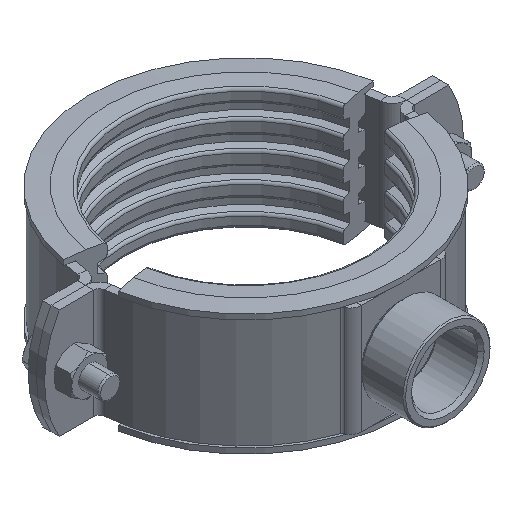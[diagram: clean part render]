
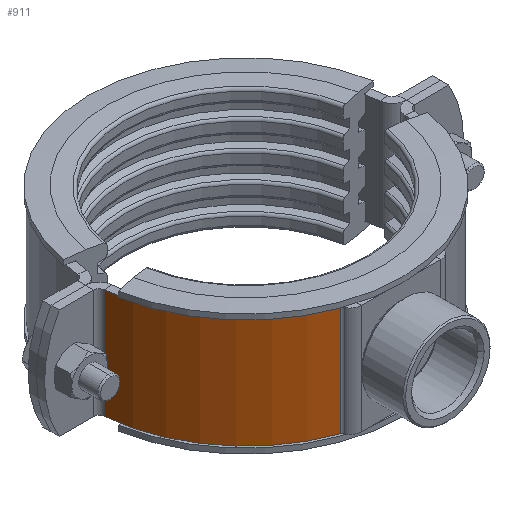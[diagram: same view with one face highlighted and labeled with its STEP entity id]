
A CAD part, isometric view. The second image highlights one B-rep face of the part: STEP entity #911.
In plain terms, the highlighted cylindrical face has radius 56.75 mm (diameter 113.5 mm), a partial arc.
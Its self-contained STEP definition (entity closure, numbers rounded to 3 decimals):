
#76 = FACE_OUTER_BOUND ( 'NONE', #1015, .T. ) ;
#268 = DIRECTION ( 'NONE',  ( 0., 0., -1. ) ) ;
#311 = EDGE_CURVE ( 'NONE', #2270, #5397, #3054, .T. ) ;
#589 = ORIENTED_EDGE ( 'NONE', *, *, #311, .T. ) ;
#797 = AXIS2_PLACEMENT_3D ( 'NONE', #6265, #2949, #5838 ) ;
#911 = ADVANCED_FACE ( 'NONE', ( #76 ), #6878, .T. ) ;
#1015 = EDGE_LOOP ( 'NONE', ( #5519, #3978, #4337, #589 ) ) ;
#1151 = CARTESIAN_POINT ( 'NONE',  ( -18.864, -53.523, 20. ) ) ;
#1473 = EDGE_CURVE ( 'NONE', #5510, #5291, #5326, .T. ) ;
#1505 = CARTESIAN_POINT ( 'NONE',  ( -56.544, -4.83, 20. ) ) ;
#1782 = CIRCLE ( 'NONE', #6849, 56.75 ) ;
#1805 = CARTESIAN_POINT ( 'NONE',  ( -56.544, -4.83, 20. ) ) ;
#2270 = VERTEX_POINT ( 'NONE', #1505 ) ;
#2746 = EDGE_CURVE ( 'NONE', #5291, #5397, #4817, .T. ) ;
#2949 = DIRECTION ( 'NONE',  ( 0., 0., -1. ) ) ;
#3054 = LINE ( 'NONE', #1805, #3359 ) ;
#3138 = AXIS2_PLACEMENT_3D ( 'NONE', #3751, #268, #7045 ) ;
#3359 = VECTOR ( 'NONE', #4112, 1000. ) ;
#3627 = DIRECTION ( 'NONE',  ( 0., 0., -1. ) ) ;
#3751 = CARTESIAN_POINT ( 'NONE',  ( 0., 0., -20. ) ) ;
#3978 = ORIENTED_EDGE ( 'NONE', *, *, #1473, .F. ) ;
#4111 = CARTESIAN_POINT ( 'NONE',  ( -56.544, -4.83, -20. ) ) ;
#4112 = DIRECTION ( 'NONE',  ( 0., 0., -1. ) ) ;
#4222 = DIRECTION ( 'NONE',  ( 1., 0., 0. ) ) ;
#4337 = ORIENTED_EDGE ( 'NONE', *, *, #6898, .T. ) ;
#4718 = CARTESIAN_POINT ( 'NONE',  ( 0., 0., 20. ) ) ;
#4751 = CARTESIAN_POINT ( 'NONE',  ( -18.864, -53.523, 20. ) ) ;
#4817 = CIRCLE ( 'NONE', #3138, 56.75 ) ;
#5253 = VECTOR ( 'NONE', #3627, 1000. ) ;
#5291 = VERTEX_POINT ( 'NONE', #6751 ) ;
#5326 = LINE ( 'NONE', #4751, #5253 ) ;
#5360 = DIRECTION ( 'NONE',  ( 0., 0., -1. ) ) ;
#5397 = VERTEX_POINT ( 'NONE', #4111 ) ;
#5510 = VERTEX_POINT ( 'NONE', #1151 ) ;
#5519 = ORIENTED_EDGE ( 'NONE', *, *, #2746, .F. ) ;
#5838 = DIRECTION ( 'NONE',  ( -1., 0., 0. ) ) ;
#6265 = CARTESIAN_POINT ( 'NONE',  ( 0., 0., 20. ) ) ;
#6751 = CARTESIAN_POINT ( 'NONE',  ( -18.864, -53.523, -20. ) ) ;
#6849 = AXIS2_PLACEMENT_3D ( 'NONE', #4718, #5360, #4222 ) ;
#6878 = CYLINDRICAL_SURFACE ( 'NONE', #797, 56.75 ) ;
#6898 = EDGE_CURVE ( 'NONE', #5510, #2270, #1782, .T. ) ;
#7045 = DIRECTION ( 'NONE',  ( 1., 0., 0. ) ) ;
